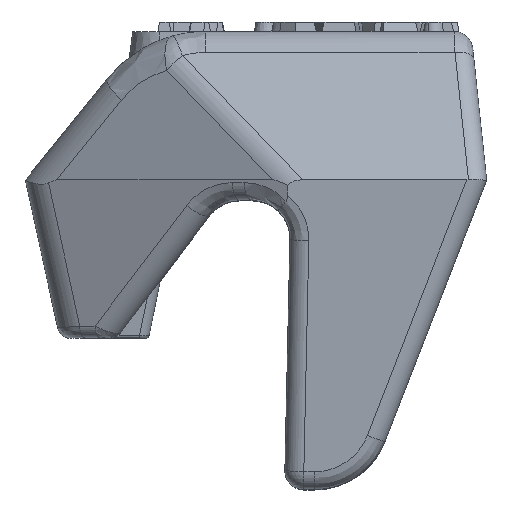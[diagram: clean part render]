
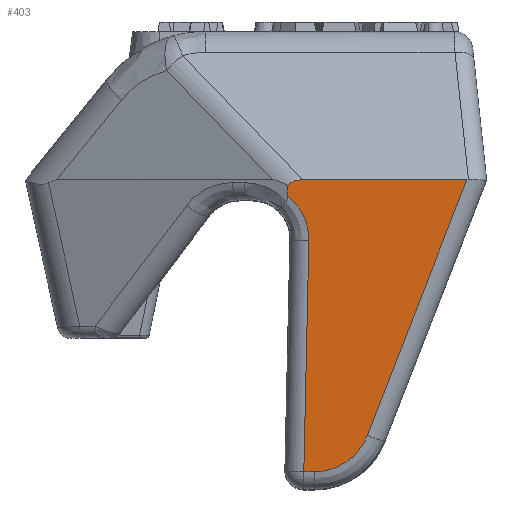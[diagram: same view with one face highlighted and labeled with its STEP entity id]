
A CAD part, top view. The second image highlights one B-rep face of the part: STEP entity #403.
In plain terms, the highlighted planar face has unit normal (0, -0.072, 0.997).
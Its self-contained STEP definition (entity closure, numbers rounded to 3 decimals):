
#300 = EDGE_CURVE ( 'NONE', #1295, #409, #2080, .T. ) ;
#306 = ORIENTED_EDGE ( 'NONE', *, *, #300, .T. ) ;
#307 = ORIENTED_EDGE ( 'NONE', *, *, #1294, .F. ) ;
#310 = EDGE_CURVE ( 'NONE', #401, #1322, #2169, .T. ) ;
#312 = ORIENTED_EDGE ( 'NONE', *, *, #310, .T. ) ;
#326 = ORIENTED_EDGE ( 'NONE', *, *, #329, .T. ) ;
#327 = ORIENTED_EDGE ( 'NONE', *, *, #402, .T. ) ;
#328 = VERTEX_POINT ( 'NONE', #2177 ) ;
#329 = EDGE_CURVE ( 'NONE', #406, #330, #2171, .T. ) ;
#330 = VERTEX_POINT ( 'NONE', #2170 ) ;
#331 = EDGE_CURVE ( 'NONE', #330, #407, #2215, .T. ) ;
#332 = ORIENTED_EDGE ( 'NONE', *, *, #331, .T. ) ;
#399 = EDGE_CURVE ( 'NONE', #328, #401, #2356, .T. ) ;
#400 = ORIENTED_EDGE ( 'NONE', *, *, #399, .T. ) ;
#401 = VERTEX_POINT ( 'NONE', #2358 ) ;
#402 = EDGE_CURVE ( 'NONE', #407, #328, #2350, .T. ) ;
#403 = ADVANCED_FACE ( 'NONE', ( #2386 ), #2385, .F. ) ;
#404 = EDGE_LOOP ( 'NONE', ( #405, #326, #332, #327, #400, #312, #307, #306 ) ) ;
#405 = ORIENTED_EDGE ( 'NONE', *, *, #408, .F. ) ;
#406 = VERTEX_POINT ( 'NONE', #2383 ) ;
#407 = VERTEX_POINT ( 'NONE', #2379 ) ;
#408 = EDGE_CURVE ( 'NONE', #406, #409, #2378, .T. ) ;
#409 = VERTEX_POINT ( 'NONE', #2373 ) ;
#1294 = EDGE_CURVE ( 'NONE', #1295, #1322, #6384, .T. ) ;
#1295 = VERTEX_POINT ( 'NONE', #6380 ) ;
#1322 = VERTEX_POINT ( 'NONE', #6428 ) ;
#2080 =( BOUNDED_CURVE ( )  B_SPLINE_CURVE ( 3, ( #2126, #2125, #2124, #2123 ),
 .UNSPECIFIED., .F., .T. ) 
 B_SPLINE_CURVE_WITH_KNOTS ( ( 4, 4 ),
 ( 2.772, 3.163 ),
 .UNSPECIFIED. ) 
 CURVE ( )  GEOMETRIC_REPRESENTATION_ITEM ( )  RATIONAL_B_SPLINE_CURVE ( ( 1., 0.987, 0.987, 1. ) ) 
 REPRESENTATION_ITEM ( '' )  );
#2123 = CARTESIAN_POINT ( 'NONE',  ( -10.49, -24.387, 31.436 ) ) ;
#2124 = CARTESIAN_POINT ( 'NONE',  ( -9.966, -23.799, 31.478 ) ) ;
#2125 = CARTESIAN_POINT ( 'NONE',  ( -9.167, -23.5, 31.5 ) ) ;
#2126 = CARTESIAN_POINT ( 'NONE',  ( -8.126, -23.5, 31.5 ) ) ;
#2166 = DIRECTION ( 'NONE',  ( 0.362, 0.93, 0.067 ) ) ;
#2167 = VECTOR ( 'NONE', #2166, 1000. ) ;
#2168 = CARTESIAN_POINT ( 'NONE',  ( 8.726, -46.997, 29.812 ) ) ;
#2169 = LINE ( 'NONE', #2168, #2167 ) ;
#2170 = CARTESIAN_POINT ( 'NONE',  ( -7.135, -33.162, 30.806 ) ) ;
#2171 =( BOUNDED_CURVE ( )  B_SPLINE_CURVE ( 3, ( #2220, #2219, #2218, #2217 ),
 .UNSPECIFIED., .F., .F. ) 
 B_SPLINE_CURVE_WITH_KNOTS ( ( 4, 4 ),
 ( 0.68, 1.593 ),
 .UNSPECIFIED. ) 
 CURVE ( )  GEOMETRIC_REPRESENTATION_ITEM ( )  RATIONAL_B_SPLINE_CURVE ( ( 1., 0.932, 0.932, 1. ) ) 
 REPRESENTATION_ITEM ( '' )  );
#2177 = CARTESIAN_POINT ( 'NONE',  ( -6.266, -69.715, 28.181 ) ) ;
#2212 = DIRECTION ( 'NONE',  ( -0.022, -0.997, -0.072 ) ) ;
#2213 = VECTOR ( 'NONE', #2212, 1000. ) ;
#2214 = CARTESIAN_POINT ( 'NONE',  ( -6.945, -24.48, 31.43 ) ) ;
#2215 = LINE ( 'NONE', #2214, #2213 ) ;
#2217 = CARTESIAN_POINT ( 'NONE',  ( -7.135, -33.162, 30.806 ) ) ;
#2218 = CARTESIAN_POINT ( 'NONE',  ( -7.073, -30.325, 31.01 ) ) ;
#2219 = CARTESIAN_POINT ( 'NONE',  ( -8.267, -27.752, 31.195 ) ) ;
#2220 = CARTESIAN_POINT ( 'NONE',  ( -10.473, -25.967, 31.323 ) ) ;
#2350 = LINE ( 'NONE', #2357, #2388 ) ;
#2351 = CARTESIAN_POINT ( 'NONE',  ( 2.122, -63.977, 28.593 ) ) ;
#2352 = CARTESIAN_POINT ( 'NONE',  ( 0.733, -67.55, 28.336 ) ) ;
#2353 = CARTESIAN_POINT ( 'NONE',  ( -2.432, -69.715, 28.181 ) ) ;
#2354 = CARTESIAN_POINT ( 'NONE',  ( -6.266, -69.715, 28.181 ) ) ;
#2356 =( BOUNDED_CURVE ( )  B_SPLINE_CURVE ( 3, ( #2354, #2353, #2352, #2351 ),
 .UNSPECIFIED., .F., .T. ) 
 B_SPLINE_CURVE_WITH_KNOTS ( ( 4, 4 ),
 ( 0., 1.2 ),
 .UNSPECIFIED. ) 
 CURVE ( )  GEOMETRIC_REPRESENTATION_ITEM ( )  RATIONAL_B_SPLINE_CURVE ( ( 1., 0.884, 0.884, 1. ) ) 
 REPRESENTATION_ITEM ( '' )  );
#2357 = CARTESIAN_POINT ( 'NONE',  ( -52.001, -69.715, 28.181 ) ) ;
#2358 = CARTESIAN_POINT ( 'NONE',  ( 2.122, -63.977, 28.593 ) ) ;
#2373 = CARTESIAN_POINT ( 'NONE',  ( -10.49, -24.387, 31.436 ) ) ;
#2374 = DIRECTION ( 'NONE',  ( -0.011, 0.997, 0.072 ) ) ;
#2376 = VECTOR ( 'NONE', #2374, 1000. ) ;
#2377 = CARTESIAN_POINT ( 'NONE',  ( -10.49, -24.399, 31.435 ) ) ;
#2378 = LINE ( 'NONE', #2377, #2376 ) ;
#2379 = CARTESIAN_POINT ( 'NONE',  ( -7.934, -69.715, 28.181 ) ) ;
#2380 = DIRECTION ( 'NONE',  ( 0., 0.997, 0.072 ) ) ;
#2381 = DIRECTION ( 'NONE',  ( 0., 0.072, -0.997 ) ) ;
#2382 = AXIS2_PLACEMENT_3D ( 'NONE', #2384, #2381, #2380 ) ;
#2383 = CARTESIAN_POINT ( 'NONE',  ( -10.473, -25.967, 31.323 ) ) ;
#2384 = CARTESIAN_POINT ( 'NONE',  ( -52.001, -23.5, 31.5 ) ) ;
#2385 = PLANE ( 'NONE',  #2382 ) ;
#2386 = FACE_OUTER_BOUND ( 'NONE', #404, .T. ) ;
#2387 = DIRECTION ( 'NONE',  ( 1., 0., 0. ) ) ;
#2388 = VECTOR ( 'NONE', #2387, 1000. ) ;
#6380 = CARTESIAN_POINT ( 'NONE',  ( -8.126, -23.5, 31.5 ) ) ;
#6381 = DIRECTION ( 'NONE',  ( 1., 0., 0. ) ) ;
#6382 = VECTOR ( 'NONE', #6381, 1000. ) ;
#6383 = CARTESIAN_POINT ( 'NONE',  ( -52.001, -23.5, 31.5 ) ) ;
#6384 = LINE ( 'NONE', #6383, #6382 ) ;
#6428 = CARTESIAN_POINT ( 'NONE',  ( 17.865, -23.5, 31.5 ) ) ;
